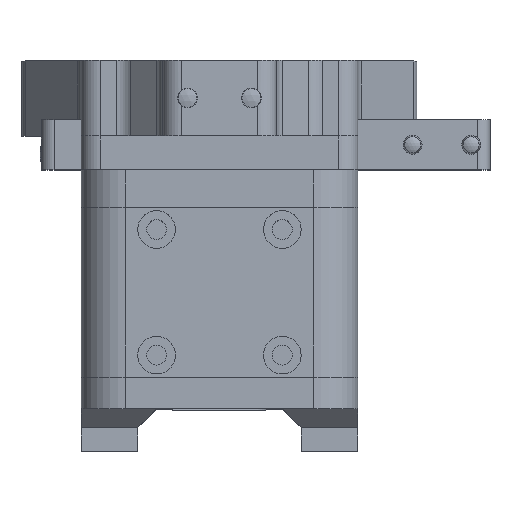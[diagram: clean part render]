
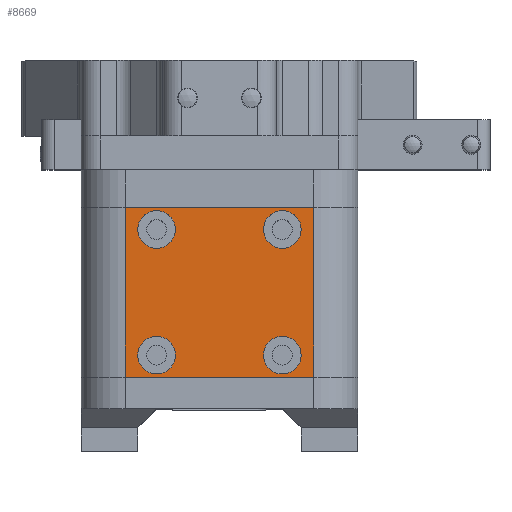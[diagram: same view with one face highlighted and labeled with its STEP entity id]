
A CAD part, top view. The second image highlights one B-rep face of the part: STEP entity #8669.
In plain terms, the highlighted planar face has unit normal (0, 0, 1).
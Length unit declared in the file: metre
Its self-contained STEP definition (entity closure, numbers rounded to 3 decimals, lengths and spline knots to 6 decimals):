
#647=LINE('',#14906,#1494);
#652=LINE('',#14926,#1499);
#659=LINE('',#14989,#1506);
#660=LINE('',#14990,#1507);
#1494=VECTOR('',#11411,1.);
#1499=VECTOR('',#11426,1.);
#1506=VECTOR('',#11503,1.);
#1507=VECTOR('',#11504,1.);
#1924=CIRCLE('',#9500,0.003);
#1925=CIRCLE('',#9502,0.003);
#1926=CIRCLE('',#9504,0.003);
#1927=CIRCLE('',#9506,0.003);
#2490=PLANE('',#9507);
#4355=ORIENTED_EDGE('',*,*,#5799,.F.);
#4356=ORIENTED_EDGE('',*,*,#5798,.F.);
#4357=ORIENTED_EDGE('',*,*,#5797,.F.);
#4358=ORIENTED_EDGE('',*,*,#5796,.F.);
#4359=ORIENTED_EDGE('',*,*,#5774,.T.);
#4360=ORIENTED_EDGE('',*,*,#5800,.T.);
#4361=ORIENTED_EDGE('',*,*,#5765,.F.);
#4362=ORIENTED_EDGE('',*,*,#5801,.T.);
#5765=EDGE_CURVE('',#6665,#6666,#647,.T.);
#5774=EDGE_CURVE('',#6675,#6674,#652,.T.);
#5796=EDGE_CURVE('',#6692,#6692,#1924,.T.);
#5797=EDGE_CURVE('',#6693,#6693,#1925,.T.);
#5798=EDGE_CURVE('',#6694,#6694,#1926,.T.);
#5799=EDGE_CURVE('',#6695,#6695,#1927,.T.);
#5800=EDGE_CURVE('',#6674,#6666,#659,.F.);
#5801=EDGE_CURVE('',#6665,#6675,#660,.T.);
#6665=VERTEX_POINT('',#14907);
#6666=VERTEX_POINT('',#14908);
#6674=VERTEX_POINT('',#14925);
#6675=VERTEX_POINT('',#14927);
#6692=VERTEX_POINT('',#14978);
#6693=VERTEX_POINT('',#14981);
#6694=VERTEX_POINT('',#14984);
#6695=VERTEX_POINT('',#14987);
#7424=EDGE_LOOP('',(#4355));
#7425=EDGE_LOOP('',(#4356));
#7426=EDGE_LOOP('',(#4357));
#7427=EDGE_LOOP('',(#4358));
#7428=EDGE_LOOP('',(#4359,#4360,#4361,#4362));
#8111=FACE_BOUND('',#7424,.T.);
#8112=FACE_BOUND('',#7425,.T.);
#8113=FACE_BOUND('',#7426,.T.);
#8114=FACE_BOUND('',#7427,.T.);
#8115=FACE_BOUND('',#7428,.T.);
#8669=ADVANCED_FACE('',(#8111,#8112,#8113,#8114,#8115),#2490,.T.);
#9500=AXIS2_PLACEMENT_3D('',#14977,#11487,#11488);
#9502=AXIS2_PLACEMENT_3D('',#14980,#11491,#11492);
#9504=AXIS2_PLACEMENT_3D('',#14983,#11495,#11496);
#9506=AXIS2_PLACEMENT_3D('',#14986,#11499,#11500);
#9507=AXIS2_PLACEMENT_3D('',#14988,#11501,#11502);
#11411=DIRECTION('',(-1.,0.,0.));
#11426=DIRECTION('',(-1.,0.,0.));
#11487=DIRECTION('',(0.,0.,1.));
#11488=DIRECTION('',(1.,0.,0.));
#11491=DIRECTION('',(0.,0.,1.));
#11492=DIRECTION('',(1.,0.,0.));
#11495=DIRECTION('',(0.,0.,1.));
#11496=DIRECTION('',(1.,0.,0.));
#11499=DIRECTION('',(0.,0.,1.));
#11500=DIRECTION('',(1.,0.,0.));
#11501=DIRECTION('',(0.,0.,1.));
#11502=DIRECTION('',(1.,0.,0.));
#11503=DIRECTION('',(0.,1.,0.));
#11504=DIRECTION('',(0.,1.,0.));
#14906=CARTESIAN_POINT('',(0.,-0.0135,0.013));
#14907=CARTESIAN_POINT('',(0.015,-0.0135,0.013));
#14908=CARTESIAN_POINT('',(-0.015,-0.0135,0.013));
#14925=CARTESIAN_POINT('',(-0.015,0.0135,0.013));
#14926=CARTESIAN_POINT('',(0.,0.0135,0.013));
#14927=CARTESIAN_POINT('',(0.015,0.0135,0.013));
#14977=CARTESIAN_POINT('',(0.01,0.01,0.013));
#14978=CARTESIAN_POINT('',(0.013,0.01,0.013));
#14980=CARTESIAN_POINT('',(0.01,-0.01,0.013));
#14981=CARTESIAN_POINT('',(0.013,-0.01,0.013));
#14983=CARTESIAN_POINT('',(-0.01,-0.01,0.013));
#14984=CARTESIAN_POINT('',(-0.007,-0.01,0.013));
#14986=CARTESIAN_POINT('',(-0.01,0.01,0.013));
#14987=CARTESIAN_POINT('',(-0.007,0.01,0.013));
#14988=CARTESIAN_POINT('',(0.,0.,0.013));
#14989=CARTESIAN_POINT('',(-0.015,0.,0.013));
#14990=CARTESIAN_POINT('',(0.015,0.0135,0.013));
